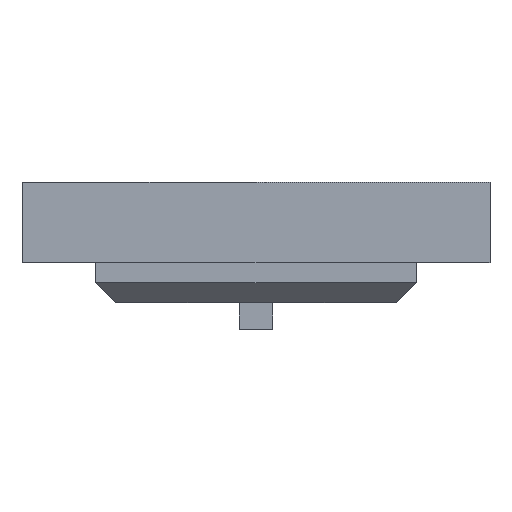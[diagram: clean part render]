
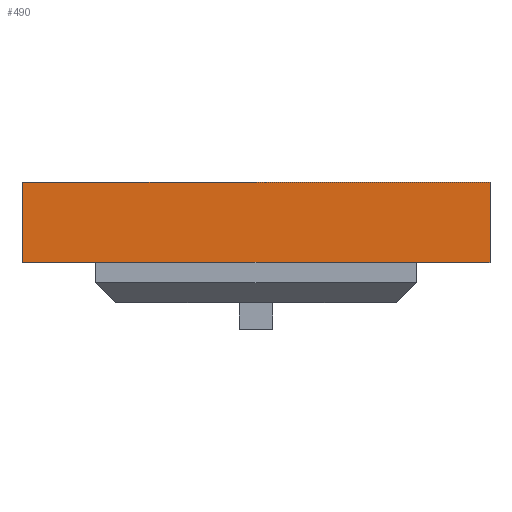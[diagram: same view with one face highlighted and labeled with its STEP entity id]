
A CAD part, top view. The second image highlights one B-rep face of the part: STEP entity #490.
In plain terms, the highlighted planar face has unit normal (0, 0, 1).
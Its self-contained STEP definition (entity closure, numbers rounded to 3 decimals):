
#303 = VERTEX_POINT('',#304);
#304 = CARTESIAN_POINT('',(3.67,0.,5.));
#312 = VERTEX_POINT('',#313);
#313 = CARTESIAN_POINT('',(-1.13,0.,5.));
#319 = EDGE_CURVE('',#303,#312,#320,.T.);
#320 = LINE('',#321,#322);
#321 = CARTESIAN_POINT('',(3.67,0.,5.));
#322 = VECTOR('',#323,1.);
#323 = DIRECTION('',(-1.,0.,0.));
#490 = ADVANCED_FACE('',(#491),#532,.F.);
#491 = FACE_BOUND('',#492,.F.);
#492 = EDGE_LOOP('',(#493,#503,#511,#519,#525,#526));
#493 = ORIENTED_EDGE('',*,*,#494,.T.);
#494 = EDGE_CURVE('',#495,#497,#499,.T.);
#495 = VERTEX_POINT('',#496);
#496 = CARTESIAN_POINT('',(-2.23,0.,5.));
#497 = VERTEX_POINT('',#498);
#498 = CARTESIAN_POINT('',(-2.23,1.2,5.));
#499 = LINE('',#500,#501);
#500 = CARTESIAN_POINT('',(-2.23,0.,5.));
#501 = VECTOR('',#502,1.);
#502 = DIRECTION('',(0.,1.,0.));
#503 = ORIENTED_EDGE('',*,*,#504,.T.);
#504 = EDGE_CURVE('',#497,#505,#507,.T.);
#505 = VERTEX_POINT('',#506);
#506 = CARTESIAN_POINT('',(4.77,1.2,5.));
#507 = LINE('',#508,#509);
#508 = CARTESIAN_POINT('',(-2.23,1.2,5.));
#509 = VECTOR('',#510,1.);
#510 = DIRECTION('',(1.,0.,0.));
#511 = ORIENTED_EDGE('',*,*,#512,.F.);
#512 = EDGE_CURVE('',#513,#505,#515,.T.);
#513 = VERTEX_POINT('',#514);
#514 = CARTESIAN_POINT('',(4.77,0.,5.));
#515 = LINE('',#516,#517);
#516 = CARTESIAN_POINT('',(4.77,0.,5.));
#517 = VECTOR('',#518,1.);
#518 = DIRECTION('',(0.,1.,0.));
#519 = ORIENTED_EDGE('',*,*,#520,.F.);
#520 = EDGE_CURVE('',#303,#513,#521,.T.);
#521 = LINE('',#522,#523);
#522 = CARTESIAN_POINT('',(-2.23,0.,5.));
#523 = VECTOR('',#524,1.);
#524 = DIRECTION('',(1.,0.,0.));
#525 = ORIENTED_EDGE('',*,*,#319,.T.);
#526 = ORIENTED_EDGE('',*,*,#527,.F.);
#527 = EDGE_CURVE('',#495,#312,#528,.T.);
#528 = LINE('',#529,#530);
#529 = CARTESIAN_POINT('',(-2.23,0.,5.));
#530 = VECTOR('',#531,1.);
#531 = DIRECTION('',(1.,0.,0.));
#532 = PLANE('',#533);
#533 = AXIS2_PLACEMENT_3D('',#534,#535,#536);
#534 = CARTESIAN_POINT('',(-2.23,0.,5.));
#535 = DIRECTION('',(0.,0.,-1.));
#536 = DIRECTION('',(1.,0.,0.));
